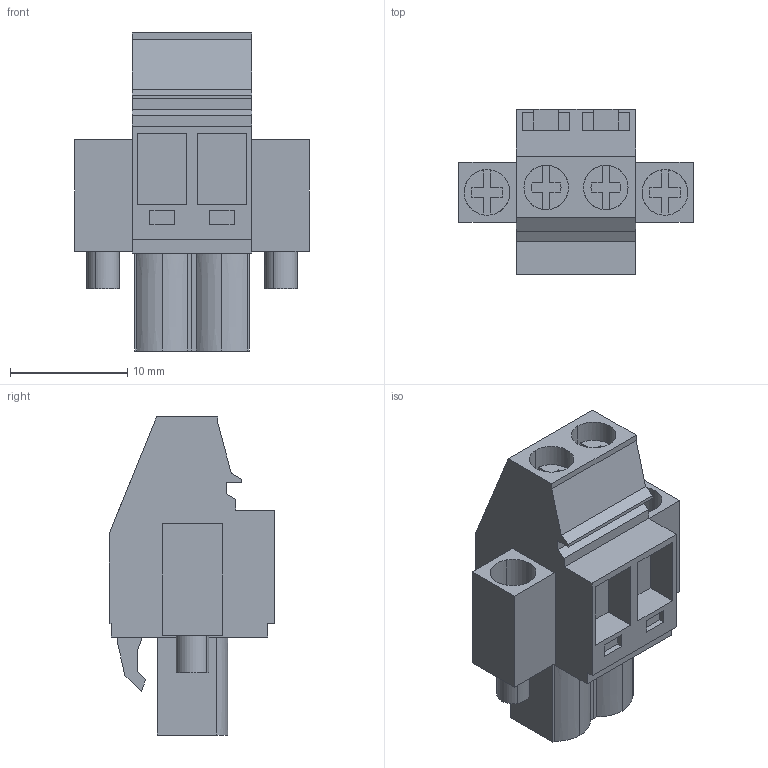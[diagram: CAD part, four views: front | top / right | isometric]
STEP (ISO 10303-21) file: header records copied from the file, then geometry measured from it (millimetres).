
FILE_DESCRIPTION(('CATIA V5 STEP','CAx-IF Rec.Pracs.--- Model Styling and Organization---1.2---2011-12-15'),'2;1');
FILE_NAME ('D1460158_0_1950310000_1950310000.stp','2017-09-09T10:12:42+00:00',('none'),('Weidmueller'),'CATIA Version 5-6 Release 2014','CATIA V5 STEP AP214','none');
FILE_SCHEMA(('AUTOMOTIVE_DESIGN { 1 0 10303 214 1 1 1 1 }'));
Length unit declared in the file: millimetre
Products named in the file (1): 1950310000
Bounding box: 19.96 x 14.1 x 27.1 mm (x, y, z)
Volume: 2741.8 mm3; surface area: 2528.1 mm2
Topology: 5 solids, 5 shells, 224 faces, 594 edges, 395 vertices
Faces by surface type: plane 184, cylinder 36, extrusion 4
Entity records: 6829 total; most frequent: CARTESIAN_POINT 1355, ORIENTED_EDGE 1188, DIRECTION 970, EDGE_CURVE 594, VECTOR 502, LINE 498, VERTEX_POINT 395, AXIS2_PLACEMENT_3D 271
